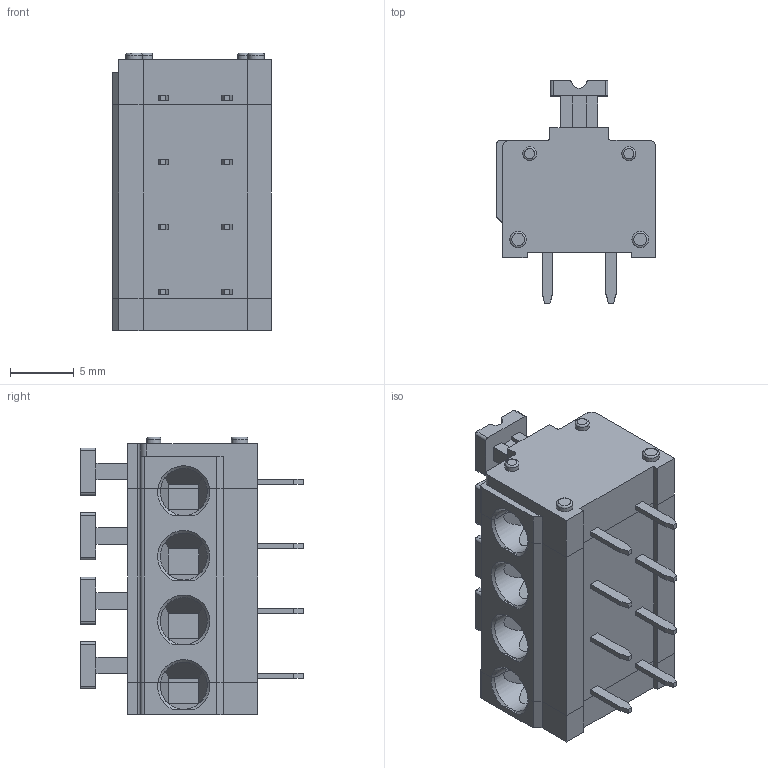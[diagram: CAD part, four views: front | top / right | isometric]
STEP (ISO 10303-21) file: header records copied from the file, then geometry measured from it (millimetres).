
FILE_DESCRIPTION( ( 'Unknown' ), '1' );
FILE_NAME( '691411510004.stp', 'Unknown', ( 'Unknown' ), ( 'Unknown' ), 'PSStep 18.0.17', 'Unknown', ' ' );
FILE_SCHEMA( ( 'AUTOMOTIVE_DESIGN { 1 0 10303 214 1 1 1 1 }' ) );
Length unit declared in the file: millimetre
Products named in the file (4): Assem1; MRT1P5.08_SX; MRT1P5.08_DX; 691411510004
Assembly tree (3 placements, depth 2):
  Assem1
    MRT1P5.08_SX
    MRT1P5.08_DX
    691411510004
Bounding box: 12.5 x 17.5 x 21.82 mm (x, y, z)
Volume: 2264.4 mm3; surface area: 2348.5 mm2
Topology: 3 solids, 3 shells, 574 faces, 1554 edges, 1026 vertices
Faces by surface type: plane 495, cylinder 63, cone 12, torus 4
Full cylindrical faces by diameter (mm): 1.05 x2, 1.1 x2, 1.25 x2, 1.3 x2, 3.7 x2
Entity records: 22490 total; most frequent: CARTESIAN_POINT 3304, ORIENTED_EDGE 3068, DIRECTION 2848, EDGE_CURVE 1534, LINE 1360, VECTOR 1360, VERTEX_POINT 1024, AXIS2_PLACEMENT_3D 744
